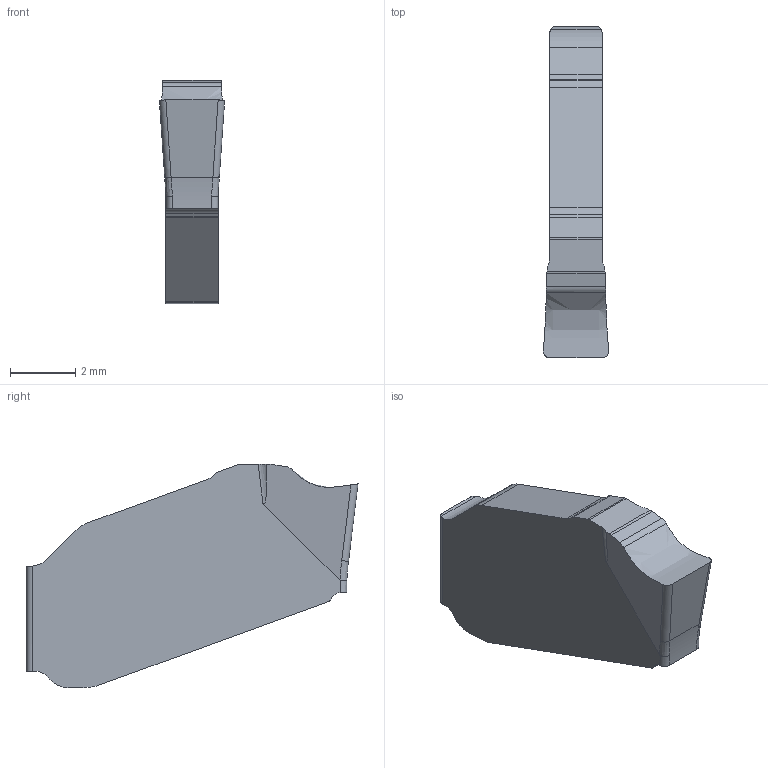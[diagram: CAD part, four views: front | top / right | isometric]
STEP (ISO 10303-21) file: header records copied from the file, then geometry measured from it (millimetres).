
FILE_DESCRIPTION(/* description */ (''),/* implementation_level */ '2;1');
FILE_NAME(/* name */ 'aaa328985_a.stp',/* time_stamp */ '2019-09-26T15:23:24+02:00',/* author */ (''),/* organization */ ('SMS'),/* preprocessor_version */ 'ST-DEVELOPER v16.7',/* originating_system */ 'SIEMENS PLM Software NX 12.0',/* authorisation */ '');
FILE_SCHEMA (('AUTOMOTIVE_DESIGN { 1 0 10303 214 3 1 1 1 }'));
Length unit declared in the file: millimetre
Products named in the file (1): AAA328985_A
Bounding box: 2 x 10.19 x 6.85 mm (x, y, z)
Volume: 74.7 mm3; surface area: 138.1 mm2
Topology: 1 solids, 1 shells, 45 faces, 128 edges, 87 vertices
Faces by surface type: cylinder 19, plane 17, extrusion 5, torus 2, bspline 2
Entity records: 1808 total; most frequent: CARTESIAN_POINT 564, ORIENTED_EDGE 254, DIRECTION 248, EDGE_CURVE 127, AXIS2_PLACEMENT_3D 90, VERTEX_POINT 84, VECTOR 68, LINE 63
